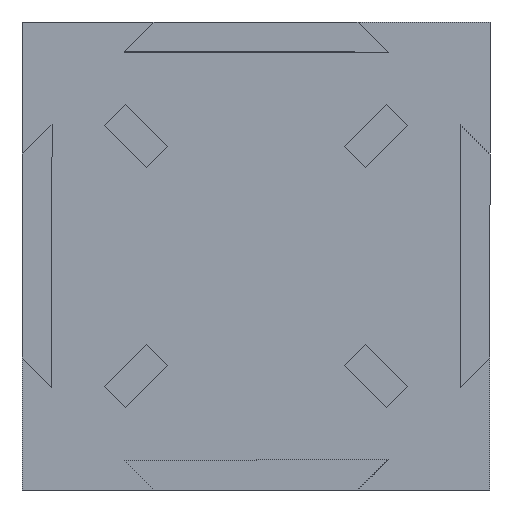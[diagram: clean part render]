
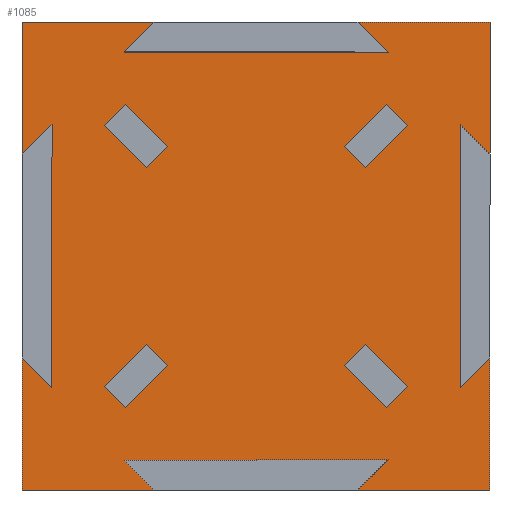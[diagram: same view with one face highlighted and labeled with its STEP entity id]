
A CAD part, front view. The second image highlights one B-rep face of the part: STEP entity #1085.
In plain terms, the highlighted planar face has unit normal (0, -1, 0).
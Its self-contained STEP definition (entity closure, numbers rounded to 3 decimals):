
#6 = DIRECTION ( 'NONE',  ( 0.707, 0., -0.707 ) ) ;
#10 = EDGE_CURVE ( 'NONE', #825, #597, #245, .T. ) ;
#16 = LINE ( 'NONE', #171, #523 ) ;
#18 = VERTEX_POINT ( 'NONE', #407 ) ;
#20 = ORIENTED_EDGE ( 'NONE', *, *, #10, .T. ) ;
#24 = CARTESIAN_POINT ( 'NONE',  ( -1.7, 0.25, -1.1 ) ) ;
#34 = VERTEX_POINT ( 'NONE', #1103 ) ;
#42 = LINE ( 'NONE', #143, #74 ) ;
#48 = EDGE_CURVE ( 'NONE', #80, #681, #42, .T. ) ;
#58 = CARTESIAN_POINT ( 'NONE',  ( 1.95, 0.25, 0.85 ) ) ;
#60 = ORIENTED_EDGE ( 'NONE', *, *, #505, .T. ) ;
#65 = EDGE_CURVE ( 'NONE', #597, #871, #728, .T. ) ;
#72 = VECTOR ( 'NONE', #966, 1000. ) ;
#74 = VECTOR ( 'NONE', #1010, 1000. ) ;
#77 = LINE ( 'NONE', #788, #328 ) ;
#80 = VERTEX_POINT ( 'NONE', #58 ) ;
#82 = LINE ( 'NONE', #456, #737 ) ;
#96 = DIRECTION ( 'NONE',  ( -1., 0., 0. ) ) ;
#101 = VECTOR ( 'NONE', #219, 1000. ) ;
#102 = ORIENTED_EDGE ( 'NONE', *, *, #189, .T. ) ;
#110 = CARTESIAN_POINT ( 'NONE',  ( -1.95, 0.25, -0.85 ) ) ;
#112 = CARTESIAN_POINT ( 'NONE',  ( 1.7, 0.25, 1.7 ) ) ;
#117 = EDGE_LOOP ( 'NONE', ( #236, #762, #102, #839, #1008, #1054, #340, #772, #314, #20, #1025, #395, #196, #185, #619, #1053, #60, #646, #971, #305 ) ) ;
#119 = VECTOR ( 'NONE', #1075, 1000. ) ;
#125 = LINE ( 'NONE', #948, #240 ) ;
#130 = VERTEX_POINT ( 'NONE', #596 ) ;
#133 = DIRECTION ( 'NONE',  ( 0.707, 0., -0.707 ) ) ;
#134 = VERTEX_POINT ( 'NONE', #167 ) ;
#140 = CARTESIAN_POINT ( 'NONE',  ( 0.85, 0.25, 1.95 ) ) ;
#143 = CARTESIAN_POINT ( 'NONE',  ( 1.95, 0.25, 0.85 ) ) ;
#167 = CARTESIAN_POINT ( 'NONE',  ( -0.85, 0.25, -1.95 ) ) ;
#168 = EDGE_CURVE ( 'NONE', #795, #34, #761, .T. ) ;
#171 = CARTESIAN_POINT ( 'NONE',  ( -0.85, 0.25, 1.95 ) ) ;
#183 = EDGE_CURVE ( 'NONE', #353, #134, #800, .T. ) ;
#185 = ORIENTED_EDGE ( 'NONE', *, *, #48, .T. ) ;
#186 = CARTESIAN_POINT ( 'NONE',  ( 1.7, 0.25, 1.1 ) ) ;
#189 = EDGE_CURVE ( 'NONE', #999, #1084, #316, .T. ) ;
#194 = LINE ( 'NONE', #364, #853 ) ;
#196 = ORIENTED_EDGE ( 'NONE', *, *, #637, .T. ) ;
#201 = LINE ( 'NONE', #110, #119 ) ;
#204 = DIRECTION ( 'NONE',  ( -0.707, 0., 0.707 ) ) ;
#219 = DIRECTION ( 'NONE',  ( -1., 0., 0. ) ) ;
#227 = EDGE_CURVE ( 'NONE', #130, #837, #16, .T. ) ;
#228 = DIRECTION ( 'NONE',  ( -1., 0., 0. ) ) ;
#230 = CARTESIAN_POINT ( 'NONE',  ( 1.95, 0.25, 1.95 ) ) ;
#236 = ORIENTED_EDGE ( 'NONE', *, *, #657, .T. ) ;
#240 = VECTOR ( 'NONE', #891, 1000. ) ;
#245 = LINE ( 'NONE', #412, #784 ) ;
#263 = LINE ( 'NONE', #1039, #755 ) ;
#270 = CARTESIAN_POINT ( 'NONE',  ( 0., 0.25, 0. ) ) ;
#273 = DIRECTION ( 'NONE',  ( 0., 1., 0. ) ) ;
#291 = VECTOR ( 'NONE', #133, 1000. ) ;
#305 = ORIENTED_EDGE ( 'NONE', *, *, #168, .T. ) ;
#314 = ORIENTED_EDGE ( 'NONE', *, *, #983, .T. ) ;
#315 = EDGE_CURVE ( 'NONE', #681, #470, #77, .T. ) ;
#316 = LINE ( 'NONE', #899, #872 ) ;
#320 = DIRECTION ( 'NONE',  ( -0.707, 0., -0.707 ) ) ;
#328 = VECTOR ( 'NONE', #96, 1000. ) ;
#334 = CARTESIAN_POINT ( 'NONE',  ( -1.95, 0.25, -1.95 ) ) ;
#340 = ORIENTED_EDGE ( 'NONE', *, *, #1035, .T. ) ;
#349 = CARTESIAN_POINT ( 'NONE',  ( -1.7, 0.25, 1.7 ) ) ;
#353 = VERTEX_POINT ( 'NONE', #1062 ) ;
#364 = CARTESIAN_POINT ( 'NONE',  ( 1.7, 0.25, -1.7 ) ) ;
#381 = CARTESIAN_POINT ( 'NONE',  ( 1.7, 0.25, 1.7 ) ) ;
#386 = VERTEX_POINT ( 'NONE', #186 ) ;
#395 = ORIENTED_EDGE ( 'NONE', *, *, #1063, .T. ) ;
#397 = LINE ( 'NONE', #553, #1055 ) ;
#400 = CARTESIAN_POINT ( 'NONE',  ( -1.95, 0.25, 1.95 ) ) ;
#401 = AXIS2_PLACEMENT_3D ( 'NONE', #270, #273, #981 ) ;
#407 = CARTESIAN_POINT ( 'NONE',  ( -1.1, 0.25, -1.7 ) ) ;
#412 = CARTESIAN_POINT ( 'NONE',  ( 1.95, 0.25, -1.95 ) ) ;
#413 = EDGE_CURVE ( 'NONE', #134, #18, #82, .T. ) ;
#425 = LINE ( 'NONE', #707, #1041 ) ;
#429 = DIRECTION ( 'NONE',  ( -0.707, 0., 0.707 ) ) ;
#449 = VECTOR ( 'NONE', #228, 1000. ) ;
#456 = CARTESIAN_POINT ( 'NONE',  ( -0.85, 0.25, -1.95 ) ) ;
#466 = EDGE_CURVE ( 'NONE', #1084, #353, #201, .T. ) ;
#470 = VERTEX_POINT ( 'NONE', #801 ) ;
#471 = CARTESIAN_POINT ( 'NONE',  ( 1.95, 0.25, -0.85 ) ) ;
#473 = EDGE_CURVE ( 'NONE', #609, #1101, #425, .T. ) ;
#479 = CARTESIAN_POINT ( 'NONE',  ( 1.1, 0.25, 1.7 ) ) ;
#495 = CARTESIAN_POINT ( 'NONE',  ( -1.95, 0.25, 0.85 ) ) ;
#505 = EDGE_CURVE ( 'NONE', #756, #130, #957, .T. ) ;
#523 = VECTOR ( 'NONE', #847, 1000. ) ;
#526 = VECTOR ( 'NONE', #942, 1000. ) ;
#542 = EDGE_CURVE ( 'NONE', #837, #795, #543, .T. ) ;
#543 = LINE ( 'NONE', #400, #449 ) ;
#553 = CARTESIAN_POINT ( 'NONE',  ( -0.85, 0.25, 1.95 ) ) ;
#587 = CARTESIAN_POINT ( 'NONE',  ( -0.85, 0.25, 1.95 ) ) ;
#590 = DIRECTION ( 'NONE',  ( 1., 0., 0. ) ) ;
#591 = FACE_OUTER_BOUND ( 'NONE', #117, .T. ) ;
#596 = CARTESIAN_POINT ( 'NONE',  ( -1.1, 0.25, 1.7 ) ) ;
#597 = VERTEX_POINT ( 'NONE', #471 ) ;
#609 = VERTEX_POINT ( 'NONE', #639 ) ;
#619 = ORIENTED_EDGE ( 'NONE', *, *, #315, .T. ) ;
#637 = EDGE_CURVE ( 'NONE', #386, #80, #1072, .T. ) ;
#639 = CARTESIAN_POINT ( 'NONE',  ( 1.1, 0.25, -1.7 ) ) ;
#646 = ORIENTED_EDGE ( 'NONE', *, *, #227, .T. ) ;
#657 = EDGE_CURVE ( 'NONE', #34, #811, #397, .T. ) ;
#658 = CARTESIAN_POINT ( 'NONE',  ( -1.7, 0.25, 1.1 ) ) ;
#681 = VERTEX_POINT ( 'NONE', #230 ) ;
#692 = CARTESIAN_POINT ( 'NONE',  ( -1.95, 0.25, -0.85 ) ) ;
#707 = CARTESIAN_POINT ( 'NONE',  ( 1.95, 0.25, -0.85 ) ) ;
#710 = DIRECTION ( 'NONE',  ( 0., 0., -1. ) ) ;
#728 = LINE ( 'NONE', #748, #854 ) ;
#737 = VECTOR ( 'NONE', #204, 1000. ) ;
#748 = CARTESIAN_POINT ( 'NONE',  ( 1.95, 0.25, -0.85 ) ) ;
#755 = VECTOR ( 'NONE', #6, 1000. ) ;
#756 = VERTEX_POINT ( 'NONE', #479 ) ;
#761 = LINE ( 'NONE', #495, #526 ) ;
#762 = ORIENTED_EDGE ( 'NONE', *, *, #1091, .T. ) ;
#772 = ORIENTED_EDGE ( 'NONE', *, *, #473, .T. ) ;
#777 = CARTESIAN_POINT ( 'NONE',  ( 1.7, 0.25, -1.1 ) ) ;
#784 = VECTOR ( 'NONE', #928, 1000. ) ;
#788 = CARTESIAN_POINT ( 'NONE',  ( 1.95, 0.25, 1.95 ) ) ;
#795 = VERTEX_POINT ( 'NONE', #931 ) ;
#796 = VECTOR ( 'NONE', #590, 1000. ) ;
#797 = PLANE ( 'NONE',  #401 ) ;
#800 = LINE ( 'NONE', #334, #796 ) ;
#801 = CARTESIAN_POINT ( 'NONE',  ( 0.85, 0.25, 1.95 ) ) ;
#809 = VECTOR ( 'NONE', #710, 1000. ) ;
#811 = VERTEX_POINT ( 'NONE', #658 ) ;
#825 = VERTEX_POINT ( 'NONE', #850 ) ;
#837 = VERTEX_POINT ( 'NONE', #587 ) ;
#839 = ORIENTED_EDGE ( 'NONE', *, *, #466, .T. ) ;
#847 = DIRECTION ( 'NONE',  ( 0.707, 0., 0.707 ) ) ;
#850 = CARTESIAN_POINT ( 'NONE',  ( 1.95, 0.25, -1.95 ) ) ;
#853 = VECTOR ( 'NONE', #982, 1000. ) ;
#854 = VECTOR ( 'NONE', #320, 1000. ) ;
#871 = VERTEX_POINT ( 'NONE', #777 ) ;
#872 = VECTOR ( 'NONE', #429, 1000. ) ;
#878 = CARTESIAN_POINT ( 'NONE',  ( 0.85, 0.25, -1.95 ) ) ;
#891 = DIRECTION ( 'NONE',  ( 1., 0., 0. ) ) ;
#899 = CARTESIAN_POINT ( 'NONE',  ( -0.85, 0.25, -1.95 ) ) ;
#900 = EDGE_CURVE ( 'NONE', #470, #756, #263, .T. ) ;
#907 = DIRECTION ( 'NONE',  ( -0.707, 0., -0.707 ) ) ;
#928 = DIRECTION ( 'NONE',  ( 0., 0., 1. ) ) ;
#931 = CARTESIAN_POINT ( 'NONE',  ( -1.95, 0.25, 1.95 ) ) ;
#942 = DIRECTION ( 'NONE',  ( 0., 0., -1. ) ) ;
#948 = CARTESIAN_POINT ( 'NONE',  ( 0.85, 0.25, -1.95 ) ) ;
#957 = LINE ( 'NONE', #381, #101 ) ;
#966 = DIRECTION ( 'NONE',  ( 0., 0., 1. ) ) ;
#968 = LINE ( 'NONE', #349, #809 ) ;
#971 = ORIENTED_EDGE ( 'NONE', *, *, #542, .T. ) ;
#981 = DIRECTION ( 'NONE',  ( 0., 0., 1. ) ) ;
#982 = DIRECTION ( 'NONE',  ( 1., 0., 0. ) ) ;
#983 = EDGE_CURVE ( 'NONE', #1101, #825, #125, .T. ) ;
#999 = VERTEX_POINT ( 'NONE', #24 ) ;
#1007 = DIRECTION ( 'NONE',  ( 0.707, 0., 0.707 ) ) ;
#1008 = ORIENTED_EDGE ( 'NONE', *, *, #183, .T. ) ;
#1010 = DIRECTION ( 'NONE',  ( 0., 0., 1. ) ) ;
#1025 = ORIENTED_EDGE ( 'NONE', *, *, #65, .T. ) ;
#1035 = EDGE_CURVE ( 'NONE', #18, #609, #194, .T. ) ;
#1039 = CARTESIAN_POINT ( 'NONE',  ( 0.85, 0.25, 1.95 ) ) ;
#1041 = VECTOR ( 'NONE', #907, 1000. ) ;
#1050 = LINE ( 'NONE', #112, #72 ) ;
#1053 = ORIENTED_EDGE ( 'NONE', *, *, #900, .T. ) ;
#1054 = ORIENTED_EDGE ( 'NONE', *, *, #413, .T. ) ;
#1055 = VECTOR ( 'NONE', #1007, 1000. ) ;
#1062 = CARTESIAN_POINT ( 'NONE',  ( -1.95, 0.25, -1.95 ) ) ;
#1063 = EDGE_CURVE ( 'NONE', #871, #386, #1050, .T. ) ;
#1072 = LINE ( 'NONE', #140, #291 ) ;
#1075 = DIRECTION ( 'NONE',  ( 0., 0., -1. ) ) ;
#1084 = VERTEX_POINT ( 'NONE', #692 ) ;
#1085 = ADVANCED_FACE ( 'NONE', ( #591 ), #797, .F. ) ;
#1091 = EDGE_CURVE ( 'NONE', #811, #999, #968, .T. ) ;
#1101 = VERTEX_POINT ( 'NONE', #878 ) ;
#1103 = CARTESIAN_POINT ( 'NONE',  ( -1.95, 0.25, 0.85 ) ) ;
